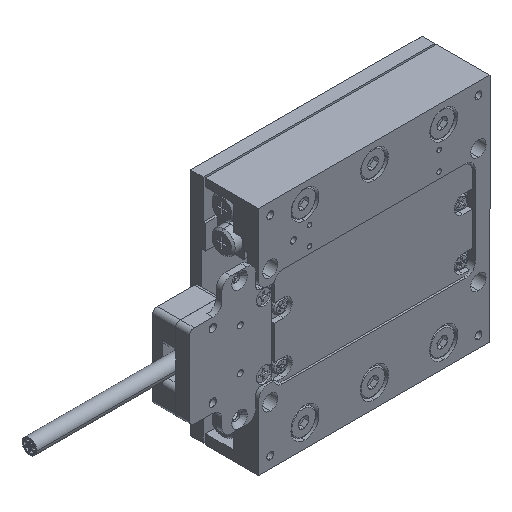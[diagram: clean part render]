
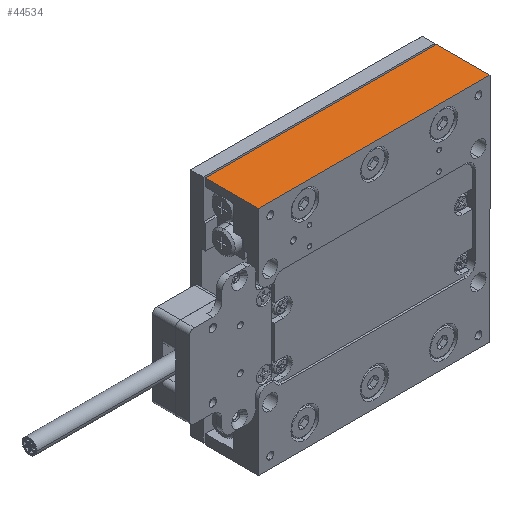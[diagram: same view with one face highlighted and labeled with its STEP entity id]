
A CAD part, isometric view. The second image highlights one B-rep face of the part: STEP entity #44534.
In plain terms, the highlighted planar face has unit normal (0, 0, 1).
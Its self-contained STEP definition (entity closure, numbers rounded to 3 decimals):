
#118 = LINE ( 'NONE', #44377, #53366 ) ;
#760 = EDGE_CURVE ( 'NONE', #23417, #10707, #3902, .T. ) ;
#3902 = LINE ( 'NONE', #47817, #67455 ) ;
#4353 = VECTOR ( 'NONE', #10303, 1000. ) ;
#5914 = DIRECTION ( 'NONE',  ( 0., -1., 0. ) ) ;
#8513 = EDGE_CURVE ( 'NONE', #10707, #57419, #37894, .T. ) ;
#8740 = DIRECTION ( 'NONE',  ( 1., 0., 0. ) ) ;
#9451 = CARTESIAN_POINT ( 'NONE',  ( -31.357, 11.5, 25. ) ) ;
#9968 = EDGE_LOOP ( 'NONE', ( #53465, #63665, #65225, #28577 ) ) ;
#10303 = DIRECTION ( 'NONE',  ( 1., 0., 0. ) ) ;
#10707 = VERTEX_POINT ( 'NONE', #62393 ) ;
#16829 = CARTESIAN_POINT ( 'NONE',  ( 25., 11.5, 25. ) ) ;
#18625 = VECTOR ( 'NONE', #8740, 1000. ) ;
#20938 = DIRECTION ( 'NONE',  ( 0., -1., 0. ) ) ;
#23417 = VERTEX_POINT ( 'NONE', #40053 ) ;
#23742 = DIRECTION ( 'NONE',  ( -1., 0., 0. ) ) ;
#27773 = CARTESIAN_POINT ( 'NONE',  ( 25., 0., 25. ) ) ;
#28036 = EDGE_CURVE ( 'NONE', #23417, #55076, #47231, .T. ) ;
#28577 = ORIENTED_EDGE ( 'NONE', *, *, #760, .T. ) ;
#29203 = PLANE ( 'NONE',  #36893 ) ;
#35699 = CARTESIAN_POINT ( 'NONE',  ( -25., 5.5, 25. ) ) ;
#36893 = AXIS2_PLACEMENT_3D ( 'NONE', #35699, #51319, #23742 ) ;
#37894 = LINE ( 'NONE', #60054, #4353 ) ;
#40053 = CARTESIAN_POINT ( 'NONE',  ( -25., 11.5, 25. ) ) ;
#44377 = CARTESIAN_POINT ( 'NONE',  ( 25., 5.5, 25. ) ) ;
#44534 = ADVANCED_FACE ( 'NONE', ( #56768 ), #29203, .F. ) ;
#47231 = LINE ( 'NONE', #9451, #18625 ) ;
#47817 = CARTESIAN_POINT ( 'NONE',  ( -25., 5.5, 25. ) ) ;
#51319 = DIRECTION ( 'NONE',  ( 0., 0., -1. ) ) ;
#53366 = VECTOR ( 'NONE', #5914, 1000. ) ;
#53465 = ORIENTED_EDGE ( 'NONE', *, *, #8513, .T. ) ;
#53871 = EDGE_CURVE ( 'NONE', #55076, #57419, #118, .T. ) ;
#55076 = VERTEX_POINT ( 'NONE', #16829 ) ;
#56768 = FACE_OUTER_BOUND ( 'NONE', #9968, .T. ) ;
#57419 = VERTEX_POINT ( 'NONE', #27773 ) ;
#60054 = CARTESIAN_POINT ( 'NONE',  ( -25., 0., 25. ) ) ;
#62393 = CARTESIAN_POINT ( 'NONE',  ( -25., 0., 25. ) ) ;
#63665 = ORIENTED_EDGE ( 'NONE', *, *, #53871, .F. ) ;
#65225 = ORIENTED_EDGE ( 'NONE', *, *, #28036, .F. ) ;
#67455 = VECTOR ( 'NONE', #20938, 1000. ) ;
